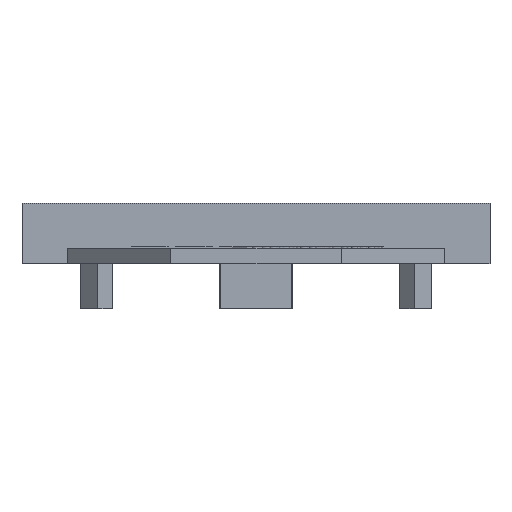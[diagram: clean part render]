
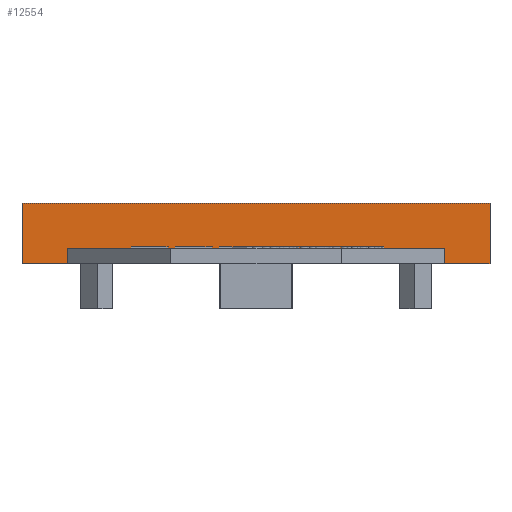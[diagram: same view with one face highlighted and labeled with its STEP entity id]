
A CAD part, front view. The second image highlights one B-rep face of the part: STEP entity #12554.
In plain terms, the highlighted planar face has unit normal (0, -1, 0).
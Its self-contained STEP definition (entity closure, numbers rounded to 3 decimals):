
#385 = DIRECTION ( 'NONE',  ( 0., 0., -1. ) ) ;
#775 = EDGE_CURVE ( 'NONE', #5104, #7618, #17382, .T. ) ;
#963 = EDGE_CURVE ( 'NONE', #12020, #12537, #14056, .T. ) ;
#1124 = VECTOR ( 'NONE', #17695, 1000. ) ;
#1568 = FACE_OUTER_BOUND ( 'NONE', #2583, .T. ) ;
#1895 = CARTESIAN_POINT ( 'NONE',  ( -30.966, 1.73, 0. ) ) ;
#2583 = EDGE_LOOP ( 'NONE', ( #21042, #14888, #11510, #18864, #13609, #13191, #10700, #10018 ) ) ;
#2728 = LINE ( 'NONE', #15749, #11593 ) ;
#3619 = VECTOR ( 'NONE', #13869, 1000. ) ;
#3802 = CARTESIAN_POINT ( 'NONE',  ( 25.034, 1.73, 0. ) ) ;
#4644 = VERTEX_POINT ( 'NONE', #12452 ) ;
#4781 = CARTESIAN_POINT ( 'NONE',  ( 0., 1.73, 2. ) ) ;
#4796 = EDGE_CURVE ( 'NONE', #11479, #12020, #20381, .T. ) ;
#5104 = VERTEX_POINT ( 'NONE', #3802 ) ;
#5167 = VECTOR ( 'NONE', #10508, 1000. ) ;
#5635 = EDGE_CURVE ( 'NONE', #6684, #5104, #16050, .T. ) ;
#6067 = AXIS2_PLACEMENT_3D ( 'NONE', #16339, #14840, #19607 ) ;
#6684 = VERTEX_POINT ( 'NONE', #15473 ) ;
#7618 = VERTEX_POINT ( 'NONE', #15683 ) ;
#7814 = DIRECTION ( 'NONE',  ( 1., 0., 0. ) ) ;
#7978 = CARTESIAN_POINT ( 'NONE',  ( 0., 1.73, 0. ) ) ;
#8349 = EDGE_CURVE ( 'NONE', #14822, #6684, #11148, .T. ) ;
#8725 = EDGE_CURVE ( 'NONE', #14822, #12537, #13393, .T. ) ;
#8845 = CARTESIAN_POINT ( 'NONE',  ( 0., 1.73, 0. ) ) ;
#8930 = EDGE_CURVE ( 'NONE', #4644, #7618, #10349, .T. ) ;
#9026 = CARTESIAN_POINT ( 'NONE',  ( 25.034, 1.73, 2. ) ) ;
#10018 = ORIENTED_EDGE ( 'NONE', *, *, #4796, .T. ) ;
#10349 = LINE ( 'NONE', #15138, #13638 ) ;
#10460 = VECTOR ( 'NONE', #12582, 1000. ) ;
#10508 = DIRECTION ( 'NONE',  ( 1., 0., 0. ) ) ;
#10664 = CARTESIAN_POINT ( 'NONE',  ( -24.966, 1.73, 2. ) ) ;
#10700 = ORIENTED_EDGE ( 'NONE', *, *, #11527, .F. ) ;
#11148 = LINE ( 'NONE', #4781, #12908 ) ;
#11165 = CARTESIAN_POINT ( 'NONE',  ( -24.966, 1.73, 2. ) ) ;
#11479 = VERTEX_POINT ( 'NONE', #12475 ) ;
#11510 = ORIENTED_EDGE ( 'NONE', *, *, #8349, .T. ) ;
#11527 = EDGE_CURVE ( 'NONE', #11479, #4644, #2728, .T. ) ;
#11593 = VECTOR ( 'NONE', #7814, 1000. ) ;
#12020 = VERTEX_POINT ( 'NONE', #1895 ) ;
#12452 = CARTESIAN_POINT ( 'NONE',  ( 31.034, 1.73, 8. ) ) ;
#12475 = CARTESIAN_POINT ( 'NONE',  ( -30.966, 1.73, 8. ) ) ;
#12537 = VERTEX_POINT ( 'NONE', #15908 ) ;
#12554 = ADVANCED_FACE ( 'NONE', ( #1568 ), #19670, .F. ) ;
#12582 = DIRECTION ( 'NONE',  ( 0., 0., -1. ) ) ;
#12908 = VECTOR ( 'NONE', #17589, 1000. ) ;
#13191 = ORIENTED_EDGE ( 'NONE', *, *, #8930, .F. ) ;
#13393 = LINE ( 'NONE', #11165, #18514 ) ;
#13609 = ORIENTED_EDGE ( 'NONE', *, *, #775, .T. ) ;
#13638 = VECTOR ( 'NONE', #385, 1000. ) ;
#13869 = DIRECTION ( 'NONE',  ( 0., 0., -1. ) ) ;
#14056 = LINE ( 'NONE', #7978, #1124 ) ;
#14822 = VERTEX_POINT ( 'NONE', #10664 ) ;
#14840 = DIRECTION ( 'NONE',  ( 0., 1., 0. ) ) ;
#14888 = ORIENTED_EDGE ( 'NONE', *, *, #8725, .F. ) ;
#15138 = CARTESIAN_POINT ( 'NONE',  ( 31.034, 1.73, 2. ) ) ;
#15473 = CARTESIAN_POINT ( 'NONE',  ( 25.034, 1.73, 2. ) ) ;
#15683 = CARTESIAN_POINT ( 'NONE',  ( 31.034, 1.73, 0. ) ) ;
#15749 = CARTESIAN_POINT ( 'NONE',  ( 0., 1.73, 8. ) ) ;
#15908 = CARTESIAN_POINT ( 'NONE',  ( -24.966, 1.73, 0. ) ) ;
#16050 = LINE ( 'NONE', #9026, #3619 ) ;
#16339 = CARTESIAN_POINT ( 'NONE',  ( 0., 1.73, 2. ) ) ;
#17382 = LINE ( 'NONE', #8845, #5167 ) ;
#17589 = DIRECTION ( 'NONE',  ( 1., 0., 0. ) ) ;
#17695 = DIRECTION ( 'NONE',  ( 1., 0., 0. ) ) ;
#17859 = DIRECTION ( 'NONE',  ( 0., 0., -1. ) ) ;
#18514 = VECTOR ( 'NONE', #17859, 1000. ) ;
#18631 = CARTESIAN_POINT ( 'NONE',  ( -30.966, 1.73, 2. ) ) ;
#18864 = ORIENTED_EDGE ( 'NONE', *, *, #5635, .T. ) ;
#19607 = DIRECTION ( 'NONE',  ( 0., 0., 1. ) ) ;
#19670 = PLANE ( 'NONE',  #6067 ) ;
#20381 = LINE ( 'NONE', #18631, #10460 ) ;
#21042 = ORIENTED_EDGE ( 'NONE', *, *, #963, .T. ) ;
